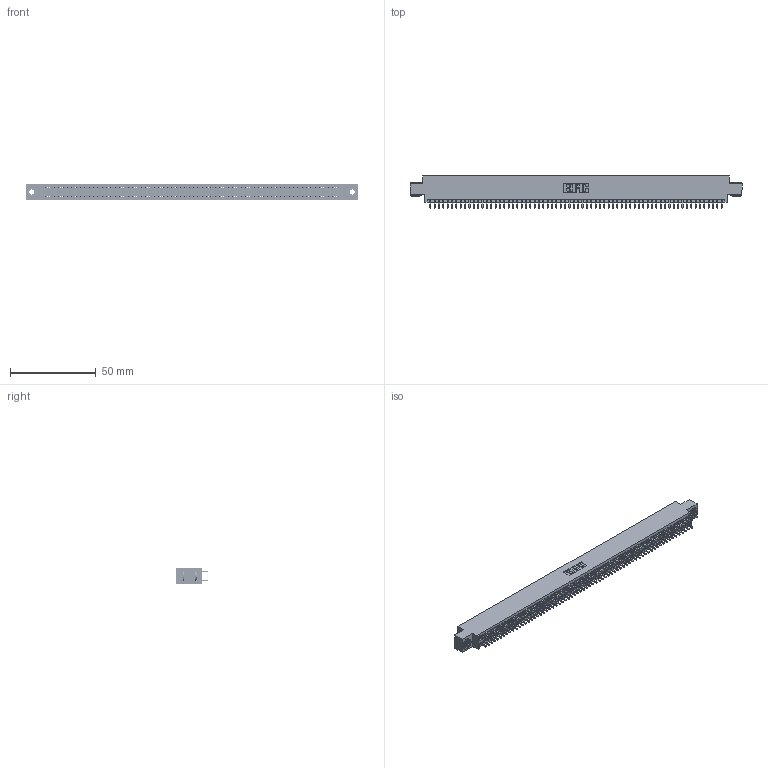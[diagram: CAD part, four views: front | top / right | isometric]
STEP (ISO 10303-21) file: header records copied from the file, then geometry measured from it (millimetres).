
FILE_DESCRIPTION (( 'STEP AP203' ), '1' );
FILE_NAME ('395-136-521-803.STEP', '2018-12-05T07:10:02', ( '' ), ( '' ), 'SwSTEP 2.0', 'SolidWorks 2016', '' );
FILE_SCHEMA (( 'CONFIG_CONTROL_DESIGN' ));
Length unit declared in the file: inch
Products named in the file (4): 345-292-001_345-293-121; 345-250-002_345-250-002-102; 395-136-521-803; 345 Part_0.170 Offset - 0.156 Dia-TH
Assembly tree (139 placements, depth 2):
  395-136-521-803
    345 Part_0.170 Offset - 0.156 Dia-TH
    345-292-001_345-293-121  x136
    345-250-002_345-250-002-102  x2
Bounding box: 193.93 x 18.72 x 9.4 mm (x, y, z)
Volume: 18930.3 mm3; surface area: 28472.8 mm2
Topology: 139 solids, 139 shells, 6968 faces, 20693 edges, 13610 vertices
Faces by surface type: plane 4582, cylinder 2378, cone 8
Entity records: 50654 total; most frequent: CARTESIAN_POINT 8443, ORIENTED_EDGE 8370, DIRECTION 7443, EDGE_CURVE 4185, LINE 3757, VECTOR 3757, VERTEX_POINT 2786, AXIS2_PLACEMENT_3D 1843
